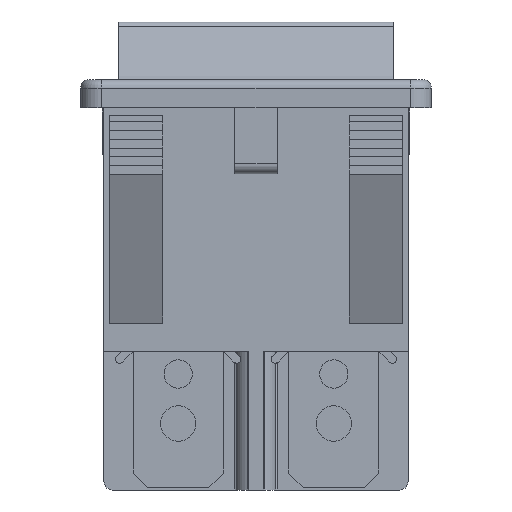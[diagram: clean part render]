
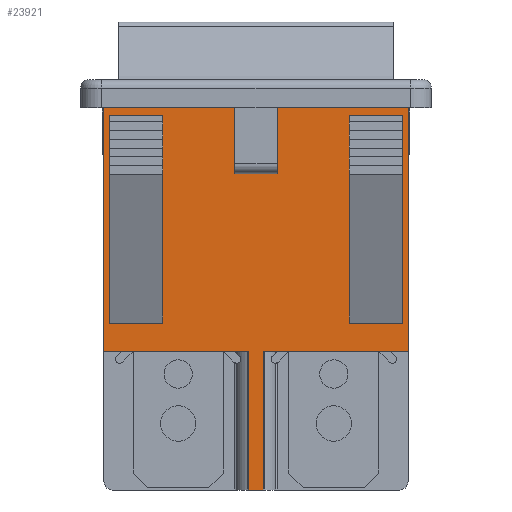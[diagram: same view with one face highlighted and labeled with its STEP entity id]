
A CAD part, left-side view. The second image highlights one B-rep face of the part: STEP entity #23921.
In plain terms, the highlighted planar face has unit normal (-1, 0, 0).
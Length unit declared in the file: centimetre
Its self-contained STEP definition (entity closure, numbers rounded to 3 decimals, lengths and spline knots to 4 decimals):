
#1358=FACE_BOUND('',#3055,.T.);
#1359=FACE_BOUND('',#3056,.T.);
#1676=FACE_OUTER_BOUND('',#3054,.T.);
#3054=EDGE_LOOP('',(#16861,#16862,#16863,#16864,#16865,#16866,#16867,#16868,
#16869,#16870,#16871,#16872));
#3055=EDGE_LOOP('',(#16873,#16874,#16875,#16876));
#3056=EDGE_LOOP('',(#16877,#16878,#16879,#16880));
#4906=LINE('',#32492,#7496);
#4931=LINE('',#32620,#7521);
#4955=LINE('',#32806,#7545);
#4960=LINE('',#32816,#7550);
#4961=LINE('',#32819,#7551);
#4963=LINE('',#32823,#7553);
#4964=LINE('',#32824,#7554);
#4965=LINE('',#32826,#7555);
#4966=LINE('',#32828,#7556);
#4967=LINE('',#32829,#7557);
#4968=LINE('',#32831,#7558);
#4969=LINE('',#32832,#7559);
#4970=LINE('',#32835,#7560);
#4971=LINE('',#32837,#7561);
#4972=LINE('',#32839,#7562);
#4973=LINE('',#32840,#7563);
#4974=LINE('',#32843,#7564);
#4975=LINE('',#32845,#7565);
#4976=LINE('',#32847,#7566);
#4977=LINE('',#32848,#7567);
#7496=VECTOR('',#27335,1.);
#7521=VECTOR('',#27380,1.);
#7545=VECTOR('',#27440,1.);
#7550=VECTOR('',#27449,1.);
#7551=VECTOR('',#27452,1.);
#7553=VECTOR('',#27456,1.);
#7554=VECTOR('',#27457,1.);
#7555=VECTOR('',#27458,1.);
#7556=VECTOR('',#27459,1.);
#7557=VECTOR('',#27460,1.);
#7558=VECTOR('',#27461,1.);
#7559=VECTOR('',#27462,1.);
#7560=VECTOR('',#27463,1.);
#7561=VECTOR('',#27464,1.);
#7562=VECTOR('',#27465,1.);
#7563=VECTOR('',#27466,1.);
#7564=VECTOR('',#27467,1.);
#7565=VECTOR('',#27468,1.);
#7566=VECTOR('',#27469,1.);
#7567=VECTOR('',#27470,1.);
#10032=VERTEX_POINT('',#32489);
#10033=VERTEX_POINT('',#32491);
#10073=VERTEX_POINT('',#32617);
#10074=VERTEX_POINT('',#32619);
#10124=VERTEX_POINT('',#32800);
#10126=VERTEX_POINT('',#32804);
#10129=VERTEX_POINT('',#32814);
#10130=VERTEX_POINT('',#32818);
#10131=VERTEX_POINT('',#32822);
#10132=VERTEX_POINT('',#32825);
#10133=VERTEX_POINT('',#32827);
#10134=VERTEX_POINT('',#32830);
#10135=VERTEX_POINT('',#32833);
#10136=VERTEX_POINT('',#32834);
#10137=VERTEX_POINT('',#32836);
#10138=VERTEX_POINT('',#32838);
#10139=VERTEX_POINT('',#32841);
#10140=VERTEX_POINT('',#32842);
#10141=VERTEX_POINT('',#32844);
#10142=VERTEX_POINT('',#32846);
#12616=EDGE_CURVE('',#10032,#10033,#4906,.T.);
#12660=EDGE_CURVE('',#10073,#10074,#4931,.T.);
#12718=EDGE_CURVE('',#10124,#10126,#4955,.T.);
#12723=EDGE_CURVE('',#10126,#10129,#4960,.T.);
#12724=EDGE_CURVE('',#10130,#10124,#4961,.T.);
#12726=EDGE_CURVE('',#10129,#10131,#4963,.T.);
#12727=EDGE_CURVE('',#10033,#10131,#4964,.T.);
#12728=EDGE_CURVE('',#10032,#10132,#4965,.T.);
#12729=EDGE_CURVE('',#10132,#10133,#4966,.T.);
#12730=EDGE_CURVE('',#10074,#10133,#4967,.T.);
#12731=EDGE_CURVE('',#10073,#10134,#4968,.T.);
#12732=EDGE_CURVE('',#10134,#10130,#4969,.T.);
#12733=EDGE_CURVE('',#10135,#10136,#4970,.T.);
#12734=EDGE_CURVE('',#10135,#10137,#4971,.T.);
#12735=EDGE_CURVE('',#10137,#10138,#4972,.T.);
#12736=EDGE_CURVE('',#10138,#10136,#4973,.T.);
#12737=EDGE_CURVE('',#10139,#10140,#4974,.T.);
#12738=EDGE_CURVE('',#10140,#10141,#4975,.T.);
#12739=EDGE_CURVE('',#10141,#10142,#4976,.T.);
#12740=EDGE_CURVE('',#10139,#10142,#4977,.T.);
#16861=ORIENTED_EDGE('',*,*,#12724,.T.);
#16862=ORIENTED_EDGE('',*,*,#12718,.T.);
#16863=ORIENTED_EDGE('',*,*,#12723,.T.);
#16864=ORIENTED_EDGE('',*,*,#12726,.T.);
#16865=ORIENTED_EDGE('',*,*,#12727,.F.);
#16866=ORIENTED_EDGE('',*,*,#12616,.F.);
#16867=ORIENTED_EDGE('',*,*,#12728,.T.);
#16868=ORIENTED_EDGE('',*,*,#12729,.T.);
#16869=ORIENTED_EDGE('',*,*,#12730,.F.);
#16870=ORIENTED_EDGE('',*,*,#12660,.F.);
#16871=ORIENTED_EDGE('',*,*,#12731,.T.);
#16872=ORIENTED_EDGE('',*,*,#12732,.T.);
#16873=ORIENTED_EDGE('',*,*,#12733,.F.);
#16874=ORIENTED_EDGE('',*,*,#12734,.T.);
#16875=ORIENTED_EDGE('',*,*,#12735,.T.);
#16876=ORIENTED_EDGE('',*,*,#12736,.T.);
#16877=ORIENTED_EDGE('',*,*,#12737,.T.);
#16878=ORIENTED_EDGE('',*,*,#12738,.T.);
#16879=ORIENTED_EDGE('',*,*,#12739,.T.);
#16880=ORIENTED_EDGE('',*,*,#12740,.F.);
#23028=PLANE('',#25406);
#23921=ADVANCED_FACE('',(#1676,#1358,#1359),#23028,.T.);
#25406=AXIS2_PLACEMENT_3D('',#32821,#27454,#27455);
#27335=DIRECTION('',(0.,1.,0.));
#27380=DIRECTION('',(0.,1.,0.));
#27440=DIRECTION('',(0.,1.,0.));
#27449=DIRECTION('',(0.,0.,1.));
#27452=DIRECTION('',(0.,0.,-1.));
#27454=DIRECTION('center_axis',(-1.,0.,0.));
#27455=DIRECTION('ref_axis',(0.,0.,1.));
#27456=DIRECTION('',(0.,1.,0.));
#27457=DIRECTION('',(0.,0.,1.));
#27458=DIRECTION('',(0.,0.,-1.));
#27459=DIRECTION('',(0.,-1.,0.));
#27460=DIRECTION('',(0.,0.,-1.));
#27461=DIRECTION('',(0.,0.,1.));
#27462=DIRECTION('',(0.,1.,0.));
#27463=DIRECTION('',(0.,0.,1.));
#27464=DIRECTION('',(0.,1.,0.));
#27465=DIRECTION('',(0.,0.,1.));
#27466=DIRECTION('',(0.,-1.,0.));
#27467=DIRECTION('',(0.,-1.,0.));
#27468=DIRECTION('',(0.,0.,-1.));
#27469=DIRECTION('',(0.,1.,0.));
#27470=DIRECTION('',(0.,0.,-1.));
#32489=CARTESIAN_POINT('',(-1.36,0.05,0.));
#32491=CARTESIAN_POINT('',(-1.36,1.075,0.));
#32492=CARTESIAN_POINT('',(-1.36,-1.075,0.));
#32617=CARTESIAN_POINT('',(-1.36,-1.075,0.));
#32619=CARTESIAN_POINT('',(-1.36,-0.05,0.));
#32620=CARTESIAN_POINT('',(-1.36,-1.075,0.));
#32800=CARTESIAN_POINT('',(-1.36,-0.15,1.255));
#32804=CARTESIAN_POINT('',(-1.36,0.15,1.255));
#32806=CARTESIAN_POINT('',(-1.36,0.075,1.255));
#32814=CARTESIAN_POINT('',(-1.36,0.15,1.72));
#32816=CARTESIAN_POINT('',(-1.36,0.15,0.86));
#32818=CARTESIAN_POINT('',(-1.36,-0.15,1.72));
#32819=CARTESIAN_POINT('',(-1.36,-0.15,0.6275));
#32821=CARTESIAN_POINT('Origin',(-1.36,-1.075,0.));
#32822=CARTESIAN_POINT('',(-1.36,1.075,1.72));
#32823=CARTESIAN_POINT('',(-1.36,-1.075,1.72));
#32824=CARTESIAN_POINT('',(-1.36,1.075,0.));
#32825=CARTESIAN_POINT('',(-1.36,0.05,-0.98));
#32826=CARTESIAN_POINT('',(-1.36,0.05,0.));
#32827=CARTESIAN_POINT('',(-1.36,-0.05,-0.98));
#32828=CARTESIAN_POINT('',(-1.36,-1.075,-0.98));
#32829=CARTESIAN_POINT('',(-1.36,-0.05,0.));
#32830=CARTESIAN_POINT('',(-1.36,-1.075,1.72));
#32831=CARTESIAN_POINT('',(-1.36,-1.075,0.));
#32832=CARTESIAN_POINT('',(-1.36,-1.075,1.72));
#32833=CARTESIAN_POINT('',(-1.36,0.66,0.2));
#32834=CARTESIAN_POINT('',(-1.36,0.66,0.4976));
#32835=CARTESIAN_POINT('',(-1.36,0.66,0.));
#32836=CARTESIAN_POINT('',(-1.36,1.035,0.2));
#32837=CARTESIAN_POINT('',(-1.36,-0.5375,0.2));
#32838=CARTESIAN_POINT('',(-1.36,1.035,0.4976));
#32839=CARTESIAN_POINT('',(-1.36,1.035,0.4848));
#32840=CARTESIAN_POINT('',(-1.36,-0.5375,0.4976));
#32841=CARTESIAN_POINT('',(-1.36,-0.66,0.4976));
#32842=CARTESIAN_POINT('',(-1.36,-1.035,0.4976));
#32843=CARTESIAN_POINT('',(-1.36,-0.5375,0.4976));
#32844=CARTESIAN_POINT('',(-1.36,-1.035,0.2));
#32845=CARTESIAN_POINT('',(-1.36,-1.035,0.4848));
#32846=CARTESIAN_POINT('',(-1.36,-0.66,0.2));
#32847=CARTESIAN_POINT('',(-1.36,-0.5375,0.2));
#32848=CARTESIAN_POINT('',(-1.36,-0.66,1.72));
